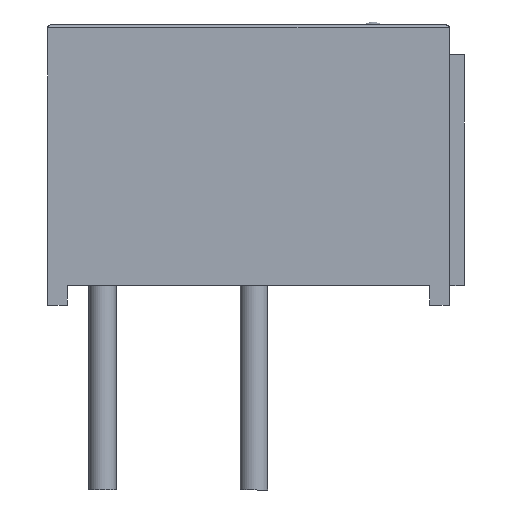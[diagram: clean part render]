
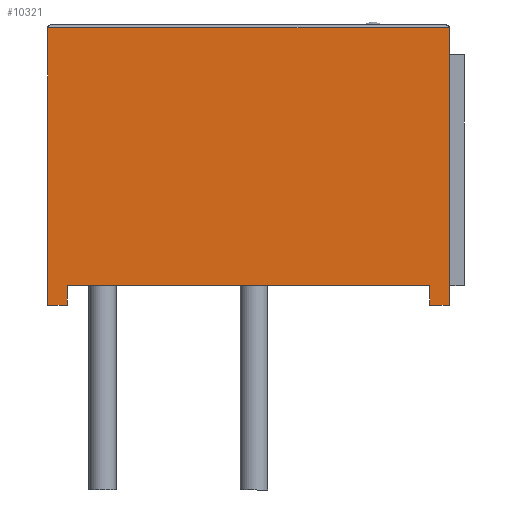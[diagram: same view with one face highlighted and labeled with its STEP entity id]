
A CAD part, left-side view. The second image highlights one B-rep face of the part: STEP entity #10321.
In plain terms, the highlighted planar face has unit normal (-1, 0, 0).
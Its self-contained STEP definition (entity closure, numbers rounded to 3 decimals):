
#176 = CARTESIAN_POINT ( 'NONE',  ( -0.79, 3.46, 0. ) ) ;
#387 = VERTEX_POINT ( 'NONE', #11416 ) ;
#590 = CARTESIAN_POINT ( 'NONE',  ( -0.79, 3.13, 0.33 ) ) ;
#656 = VECTOR ( 'NONE', #4779, 1000. ) ;
#1124 = VERTEX_POINT ( 'NONE', #5710 ) ;
#1183 = VERTEX_POINT ( 'NONE', #9068 ) ;
#1387 = DIRECTION ( 'NONE',  ( 0., 1., 0. ) ) ;
#1489 = PLANE ( 'NONE',  #13981 ) ;
#1591 = VECTOR ( 'NONE', #6261, 1000. ) ;
#2310 = VERTEX_POINT ( 'NONE', #13574 ) ;
#2495 = ORIENTED_EDGE ( 'NONE', *, *, #10652, .T. ) ;
#2568 = LINE ( 'NONE', #11866, #656 ) ;
#2596 = LINE ( 'NONE', #5353, #6213 ) ;
#3395 = DIRECTION ( 'NONE',  ( 0., 0., 1. ) ) ;
#3677 = LINE ( 'NONE', #5040, #1591 ) ;
#4044 = EDGE_CURVE ( 'NONE', #387, #7700, #15551, .T. ) ;
#4452 = DIRECTION ( 'NONE',  ( 0., 0., -1. ) ) ;
#4779 = DIRECTION ( 'NONE',  ( 0., -1., 0. ) ) ;
#5028 = VERTEX_POINT ( 'NONE', #176 ) ;
#5040 = CARTESIAN_POINT ( 'NONE',  ( -0.79, 3.46, 4.65 ) ) ;
#5195 = LINE ( 'NONE', #12613, #9009 ) ;
#5297 = EDGE_CURVE ( 'NONE', #1124, #14585, #6319, .T. ) ;
#5353 = CARTESIAN_POINT ( 'NONE',  ( -0.79, -3.276, 4.7 ) ) ;
#5693 = VECTOR ( 'NONE', #13857, 1000. ) ;
#5710 = CARTESIAN_POINT ( 'NONE',  ( -0.79, 3.13, 0. ) ) ;
#5914 = ORIENTED_EDGE ( 'NONE', *, *, #7302, .T. ) ;
#6213 = VECTOR ( 'NONE', #15136, 1000. ) ;
#6238 = CARTESIAN_POINT ( 'NONE',  ( -0.79, 3.46, 4.7 ) ) ;
#6261 = DIRECTION ( 'NONE',  ( 0., 1., 0. ) ) ;
#6319 = LINE ( 'NONE', #10646, #9168 ) ;
#7159 = CARTESIAN_POINT ( 'NONE',  ( -0.79, 3.46, 0. ) ) ;
#7302 = EDGE_CURVE ( 'NONE', #2310, #12324, #3677, .T. ) ;
#7415 = CARTESIAN_POINT ( 'NONE',  ( -0.79, -2.946, 0. ) ) ;
#7700 = VERTEX_POINT ( 'NONE', #7415 ) ;
#8101 = LINE ( 'NONE', #7159, #10765 ) ;
#8179 = ORIENTED_EDGE ( 'NONE', *, *, #5297, .T. ) ;
#8740 = EDGE_CURVE ( 'NONE', #7700, #1183, #5195, .T. ) ;
#8897 = CARTESIAN_POINT ( 'NONE',  ( -0.79, -2.946, 0. ) ) ;
#9009 = VECTOR ( 'NONE', #9355, 1000. ) ;
#9068 = CARTESIAN_POINT ( 'NONE',  ( -0.79, -3.276, 0. ) ) ;
#9168 = VECTOR ( 'NONE', #3395, 1000. ) ;
#9355 = DIRECTION ( 'NONE',  ( 0., -1., 0. ) ) ;
#9507 = ORIENTED_EDGE ( 'NONE', *, *, #8740, .T. ) ;
#9544 = CARTESIAN_POINT ( 'NONE',  ( -0.79, 3.46, 4.65 ) ) ;
#9972 = DIRECTION ( 'NONE',  ( 1., 0., 0. ) ) ;
#10209 = FACE_OUTER_BOUND ( 'NONE', #15716, .T. ) ;
#10321 = ADVANCED_FACE ( 'NONE', ( #10209 ), #1489, .F. ) ;
#10646 = CARTESIAN_POINT ( 'NONE',  ( -0.79, 3.13, 0. ) ) ;
#10652 = EDGE_CURVE ( 'NONE', #14585, #387, #2568, .T. ) ;
#10765 = VECTOR ( 'NONE', #14478, 1000. ) ;
#10966 = EDGE_CURVE ( 'NONE', #12324, #5028, #13141, .T. ) ;
#11066 = ORIENTED_EDGE ( 'NONE', *, *, #13514, .F. ) ;
#11416 = CARTESIAN_POINT ( 'NONE',  ( -0.79, -2.946, 0.33 ) ) ;
#11741 = CARTESIAN_POINT ( 'NONE',  ( -0.79, 3.46, 4.7 ) ) ;
#11814 = VECTOR ( 'NONE', #4452, 1000. ) ;
#11866 = CARTESIAN_POINT ( 'NONE',  ( -0.79, -2.946, 0.33 ) ) ;
#12191 = ORIENTED_EDGE ( 'NONE', *, *, #13855, .T. ) ;
#12270 = ORIENTED_EDGE ( 'NONE', *, *, #10966, .T. ) ;
#12324 = VERTEX_POINT ( 'NONE', #9544 ) ;
#12605 = ORIENTED_EDGE ( 'NONE', *, *, #4044, .T. ) ;
#12613 = CARTESIAN_POINT ( 'NONE',  ( -0.79, 3.46, 0. ) ) ;
#13141 = LINE ( 'NONE', #11741, #11814 ) ;
#13514 = EDGE_CURVE ( 'NONE', #2310, #1183, #2596, .T. ) ;
#13574 = CARTESIAN_POINT ( 'NONE',  ( -0.79, -3.276, 4.65 ) ) ;
#13855 = EDGE_CURVE ( 'NONE', #5028, #1124, #8101, .T. ) ;
#13857 = DIRECTION ( 'NONE',  ( 0., 0., -1. ) ) ;
#13981 = AXIS2_PLACEMENT_3D ( 'NONE', #6238, #9972, #1387 ) ;
#14478 = DIRECTION ( 'NONE',  ( 0., -1., 0. ) ) ;
#14585 = VERTEX_POINT ( 'NONE', #590 ) ;
#15136 = DIRECTION ( 'NONE',  ( 0., 0., -1. ) ) ;
#15551 = LINE ( 'NONE', #8897, #5693 ) ;
#15716 = EDGE_LOOP ( 'NONE', ( #11066, #5914, #12270, #12191, #8179, #2495, #12605, #9507 ) ) ;
